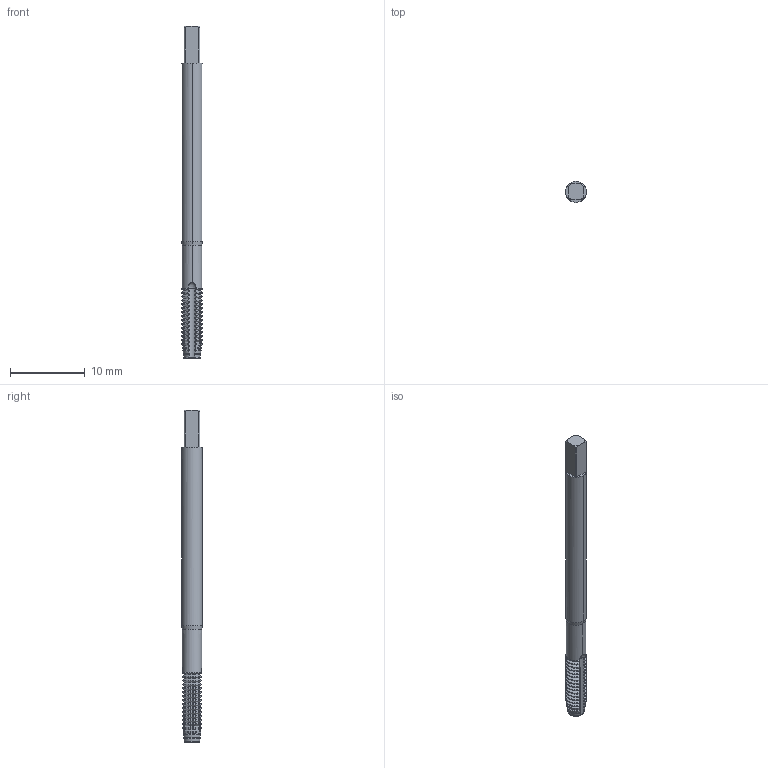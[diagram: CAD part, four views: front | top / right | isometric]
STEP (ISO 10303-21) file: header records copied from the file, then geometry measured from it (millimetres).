
FILE_DESCRIPTION(('no description'),'unknown implementation level');
FILE_NAME('solidm4m_kMgMdUBKlNXvo5ufGYxuR7k_1.STP',' ',('CIM GmbH Aachen'),('CADClick - KiM GmbH - www.kimweb.de'),'unknown preprocess','ACIS','unknown authorization');
FILE_SCHEMA(('automotive_design'));
Length unit declared in the file: millimetre
Products named in the file (2): 1; 2
Bounding box: 2.8 x 2.8 x 44.5 mm (x, y, z)
Volume: 244.1 mm3; surface area: 538.3 mm2
Topology: 2 solids, 2 shells, 299 faces, 807 edges, 512 vertices
Faces by surface type: cone 160, cylinder 120, plane 17, torus 2
Entity records: 19618 total; most frequent: CARTESIAN_POINT 3179, STYLED_ITEM 1620, PRESENTATION_STYLE_ASSIGNMENT 1620, COLOUR_RGB 1620, ORIENTED_EDGE 1614, DIRECTION 1551, EDGE_CURVE 807, CURVE_STYLE 807
